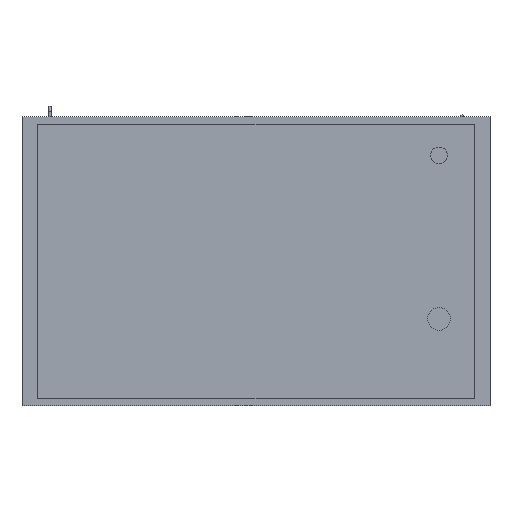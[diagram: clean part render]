
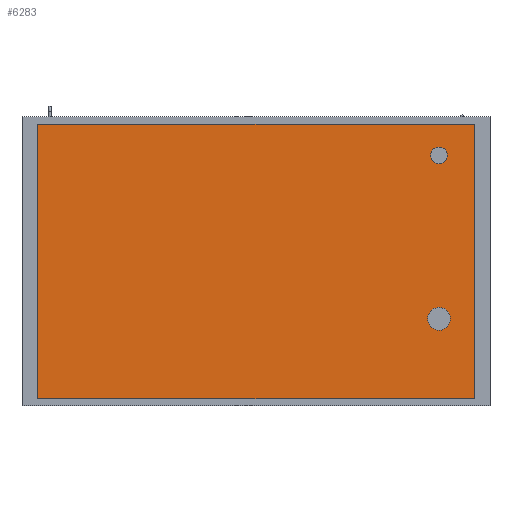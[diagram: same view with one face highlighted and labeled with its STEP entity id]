
A CAD part, front view. The second image highlights one B-rep face of the part: STEP entity #6283.
In plain terms, the highlighted planar face has unit normal (0, -1, 0).
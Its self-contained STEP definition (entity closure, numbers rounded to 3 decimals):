
#98=FACE_BOUND('',#821,.T.);
#99=FACE_BOUND('',#822,.T.);
#119=PLANE('',#6732);
#437=FACE_OUTER_BOUND('',#820,.T.);
#820=EDGE_LOOP('',(#4447,#4448,#4449,#4450));
#821=EDGE_LOOP('',(#4451,#4452));
#822=EDGE_LOOP('',(#4453,#4454));
#1211=LINE('',#9123,#1969);
#1215=LINE('',#9131,#1973);
#1218=LINE('',#9137,#1976);
#1221=LINE('',#9142,#1979);
#1969=VECTOR('',#7296,10.);
#1973=VECTOR('',#7302,10.);
#1976=VECTOR('',#7307,10.);
#1979=VECTOR('',#7312,10.);
#2715=CIRCLE('',#6713,20.);
#2716=CIRCLE('',#6714,20.);
#2719=CIRCLE('',#6719,27.5);
#2720=CIRCLE('',#6720,27.5);
#2867=VERTEX_POINT('',#9078);
#2868=VERTEX_POINT('',#9080);
#2871=VERTEX_POINT('',#9089);
#2872=VERTEX_POINT('',#9091);
#2881=VERTEX_POINT('',#9121);
#2882=VERTEX_POINT('',#9122);
#2885=VERTEX_POINT('',#9130);
#2887=VERTEX_POINT('',#9136);
#3480=EDGE_CURVE('',#2868,#2867,#2715,.T.);
#3481=EDGE_CURVE('',#2867,#2868,#2716,.T.);
#3485=EDGE_CURVE('',#2872,#2871,#2719,.T.);
#3486=EDGE_CURVE('',#2871,#2872,#2720,.T.);
#3499=EDGE_CURVE('',#2881,#2882,#1211,.T.);
#3503=EDGE_CURVE('',#2885,#2881,#1215,.T.);
#3506=EDGE_CURVE('',#2887,#2885,#1218,.T.);
#3509=EDGE_CURVE('',#2882,#2887,#1221,.T.);
#4447=ORIENTED_EDGE('',*,*,#3509,.F.);
#4448=ORIENTED_EDGE('',*,*,#3499,.F.);
#4449=ORIENTED_EDGE('',*,*,#3503,.F.);
#4450=ORIENTED_EDGE('',*,*,#3506,.F.);
#4451=ORIENTED_EDGE('',*,*,#3480,.T.);
#4452=ORIENTED_EDGE('',*,*,#3481,.T.);
#4453=ORIENTED_EDGE('',*,*,#3485,.T.);
#4454=ORIENTED_EDGE('',*,*,#3486,.T.);
#6283=ADVANCED_FACE('',(#437,#98,#99),#119,.F.);
#6713=AXIS2_PLACEMENT_3D('',#9081,#7253,#7254);
#6714=AXIS2_PLACEMENT_3D('',#9082,#7255,#7256);
#6719=AXIS2_PLACEMENT_3D('',#9092,#7266,#7267);
#6720=AXIS2_PLACEMENT_3D('',#9093,#7268,#7269);
#6732=AXIS2_PLACEMENT_3D('',#9145,#7316,#7317);
#7253=DIRECTION('center_axis',(0.,1.,0.));
#7254=DIRECTION('ref_axis',(1.,0.,0.));
#7255=DIRECTION('center_axis',(0.,1.,0.));
#7256=DIRECTION('ref_axis',(1.,0.,0.));
#7266=DIRECTION('center_axis',(0.,1.,0.));
#7267=DIRECTION('ref_axis',(1.,0.,0.));
#7268=DIRECTION('center_axis',(0.,1.,0.));
#7269=DIRECTION('ref_axis',(1.,0.,0.));
#7296=DIRECTION('',(0.,0.,1.));
#7302=DIRECTION('',(-1.,0.,0.));
#7307=DIRECTION('',(0.,0.,-1.));
#7312=DIRECTION('',(1.,0.,0.));
#7316=DIRECTION('center_axis',(0.,1.,0.));
#7317=DIRECTION('ref_axis',(0.,0.,1.));
#9078=CARTESIAN_POINT('',(420.,0.,255.));
#9080=CARTESIAN_POINT('',(460.,0.,255.));
#9081=CARTESIAN_POINT('Origin',(440.,0.,255.));
#9082=CARTESIAN_POINT('Origin',(440.,0.,255.));
#9089=CARTESIAN_POINT('',(412.5,0.,-138.));
#9091=CARTESIAN_POINT('',(467.5,0.,-138.));
#9092=CARTESIAN_POINT('Origin',(440.,0.,-138.));
#9093=CARTESIAN_POINT('Origin',(440.,0.,-138.));
#9121=CARTESIAN_POINT('',(-525.,0.,-330.));
#9122=CARTESIAN_POINT('',(-525.,0.,330.));
#9123=CARTESIAN_POINT('',(-525.,0.,-330.));
#9130=CARTESIAN_POINT('',(525.,0.,-330.));
#9131=CARTESIAN_POINT('',(525.,0.,-330.));
#9136=CARTESIAN_POINT('',(525.,0.,330.));
#9137=CARTESIAN_POINT('',(525.,0.,330.));
#9142=CARTESIAN_POINT('',(-525.,0.,330.));
#9145=CARTESIAN_POINT('Origin',(0.,0.,0.));
